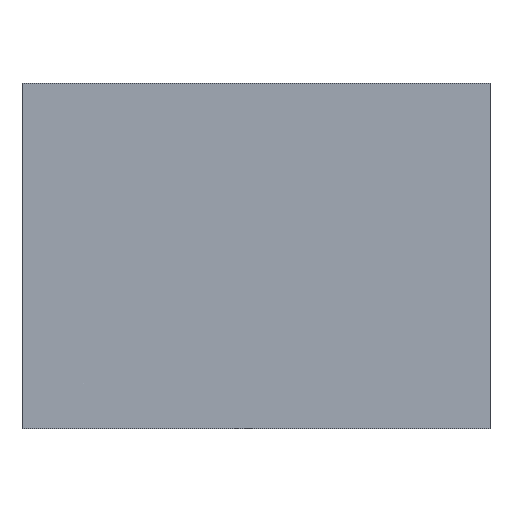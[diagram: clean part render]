
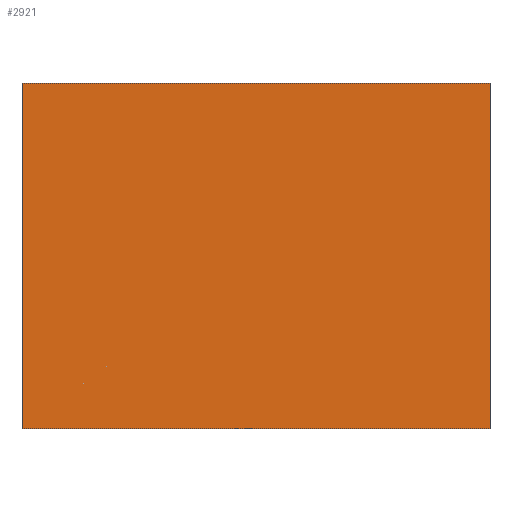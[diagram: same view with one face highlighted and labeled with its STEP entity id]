
A CAD part, front view. The second image highlights one B-rep face of the part: STEP entity #2921.
In plain terms, the highlighted planar face has unit normal (0, -1, 0).
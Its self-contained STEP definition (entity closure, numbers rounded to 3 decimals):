
#137=LINE('',#4629,#345);
#193=LINE('',#4909,#401);
#196=LINE('',#4916,#404);
#198=LINE('',#4923,#406);
#345=VECTOR('',#3605,1000.);
#401=VECTOR('',#3795,1000.);
#404=VECTOR('',#3802,1000.);
#406=VECTOR('',#3810,1000.);
#537=PLANE('',#3219);
#900=ORIENTED_EDGE('',*,*,#1669,.T.);
#901=ORIENTED_EDGE('',*,*,#1661,.F.);
#902=ORIENTED_EDGE('',*,*,#1665,.F.);
#903=ORIENTED_EDGE('',*,*,#1546,.T.);
#1546=EDGE_CURVE('',#1942,#1941,#137,.T.);
#1661=EDGE_CURVE('',#2033,#2034,#193,.T.);
#1665=EDGE_CURVE('',#1942,#2033,#196,.T.);
#1669=EDGE_CURVE('',#1941,#2034,#198,.T.);
#1941=VERTEX_POINT('',#4628);
#1942=VERTEX_POINT('',#4630);
#2033=VERTEX_POINT('',#4908);
#2034=VERTEX_POINT('',#4910);
#2367=EDGE_LOOP('',(#900,#901,#902,#903));
#2631=FACE_BOUND('',#2367,.T.);
#2921=ADVANCED_FACE('',(#2631),#537,.F.);
#3219=AXIS2_PLACEMENT_3D('',#4926,#3813,#3814);
#3605=DIRECTION('',(0.,0.,-1.));
#3795=DIRECTION('',(0.,0.,-1.));
#3802=DIRECTION('',(1.,0.,0.));
#3810=DIRECTION('',(1.,0.,0.));
#3813=DIRECTION('',(0.,1.,0.));
#3814=DIRECTION('',(0.,0.,1.));
#4628=CARTESIAN_POINT('',(-46.,0.,-34.));
#4629=CARTESIAN_POINT('',(-46.,0.,34.));
#4630=CARTESIAN_POINT('',(-46.,0.,34.));
#4908=CARTESIAN_POINT('',(46.,0.,34.));
#4909=CARTESIAN_POINT('',(46.,0.,34.));
#4910=CARTESIAN_POINT('',(46.,0.,-34.));
#4916=CARTESIAN_POINT('',(-46.,0.,34.));
#4923=CARTESIAN_POINT('',(-46.,0.,-34.));
#4926=CARTESIAN_POINT('',(-46.,0.,34.));
